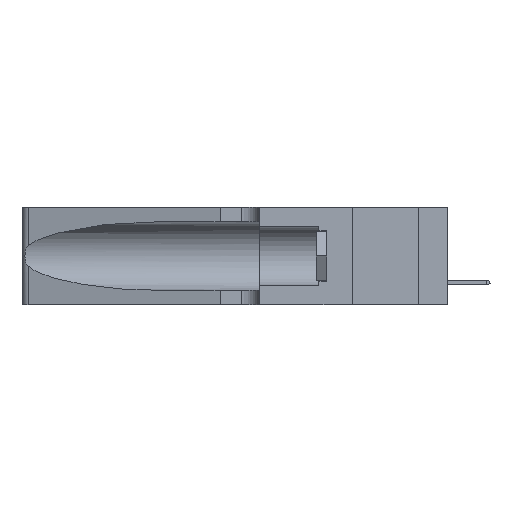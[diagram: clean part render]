
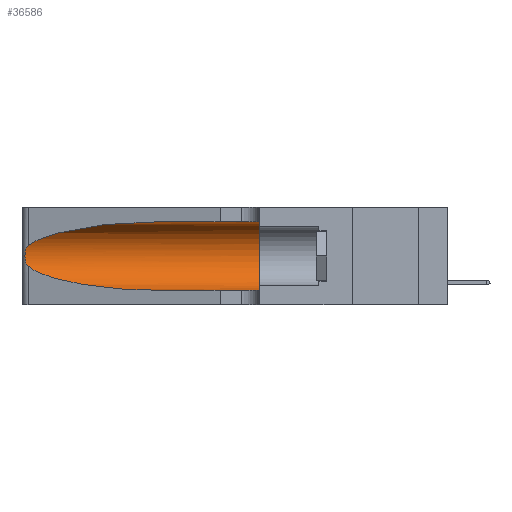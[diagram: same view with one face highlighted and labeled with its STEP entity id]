
A CAD part, left-side view. The second image highlights one B-rep face of the part: STEP entity #36586.
In plain terms, the highlighted cylindrical face has radius 3.308 mm (diameter 6.617 mm), a partial arc.
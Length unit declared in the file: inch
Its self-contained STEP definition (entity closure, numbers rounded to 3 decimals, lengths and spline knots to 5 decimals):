
#503 = LINE ( 'NONE', #18342, #17954 ) ;
#750 =( BOUNDED_CURVE ( )  B_SPLINE_CURVE ( 3, ( #27291, #24050, #17007, #17176 ),
 .UNSPECIFIED., .F., .F. ) 
 B_SPLINE_CURVE_WITH_KNOTS ( ( 4, 4 ),
 ( 3.44316, 4.71239 ),
 .UNSPECIFIED. ) 
 CURVE ( )  GEOMETRIC_REPRESENTATION_ITEM ( )  RATIONAL_B_SPLINE_CURVE ( ( 1., 0.87, 0.87, 1. ) ) 
 REPRESENTATION_ITEM ( '' )  );
#1829 = CYLINDRICAL_SURFACE ( 'NONE', #46441, 0.13025 ) ;
#2343 = EDGE_CURVE ( 'NONE', #8794, #21294, #25673, .T. ) ;
#2850 =( BOUNDED_CURVE ( )  B_SPLINE_CURVE ( 3, ( #43627, #43795, #21338, #21495 ),
 .UNSPECIFIED., .F., .F. ) 
 B_SPLINE_CURVE_WITH_KNOTS ( ( 4, 4 ),
 ( 1.5708, 2.84003 ),
 .UNSPECIFIED. ) 
 CURVE ( )  GEOMETRIC_REPRESENTATION_ITEM ( )  RATIONAL_B_SPLINE_CURVE ( ( 1., 0.87, 0.87, 1. ) ) 
 REPRESENTATION_ITEM ( '' )  );
#3409 = ORIENTED_EDGE ( 'NONE', *, *, #2343, .F. ) ;
#4612 = VERTEX_POINT ( 'NONE', #46113 ) ;
#4862 = VERTEX_POINT ( 'NONE', #43591 ) ;
#5237 = EDGE_CURVE ( 'NONE', #4862, #21294, #17257, .T. ) ;
#5249 = CARTESIAN_POINT ( 'NONE',  ( 0.25487, 1.22718, 0.14631 ) ) ;
#5277 = VERTEX_POINT ( 'NONE', #32625 ) ;
#5642 = VERTEX_POINT ( 'NONE', #42014 ) ;
#6153 = DIRECTION ( 'NONE',  ( 0., 0., 1. ) ) ;
#6604 = AXIS2_PLACEMENT_3D ( 'NONE', #24678, #28422, #6153 ) ;
#8794 = VERTEX_POINT ( 'NONE', #10019 ) ;
#9008 = CARTESIAN_POINT ( 'NONE',  ( 0.1305, 1.61858, 0.05475 ) ) ;
#9011 = CARTESIAN_POINT ( 'NONE',  ( 0.25555, 1.22993, 0.14849 ) ) ;
#10019 = CARTESIAN_POINT ( 'NONE',  ( 0.1305, 0.35, 0.31525 ) ) ;
#11371 = DIRECTION ( 'NONE',  ( 0., 0., -1. ) ) ;
#11856 = EDGE_CURVE ( 'NONE', #4612, #8794, #503, .T. ) ;
#12865 = CARTESIAN_POINT ( 'NONE',  ( 0.26017, 1.23833, 0.17102 ) ) ;
#13903 = ORIENTED_EDGE ( 'NONE', *, *, #25259, .T. ) ;
#14229 = ORIENTED_EDGE ( 'NONE', *, *, #11856, .F. ) ;
#15368 = DIRECTION ( 'NONE',  ( 0., -1., 0. ) ) ;
#16111 = CARTESIAN_POINT ( 'NONE',  ( 0.25789, 1.23486, 0.15765 ) ) ;
#16270 = CARTESIAN_POINT ( 'NONE',  ( 0.25555, 1.22994, 0.2215 ) ) ;
#17007 = CARTESIAN_POINT ( 'NONE',  ( 0.18966, 0.96281, 0.05475 ) ) ;
#17176 = CARTESIAN_POINT ( 'NONE',  ( 0.1305, 0.72297, 0.05475 ) ) ;
#17257 = LINE ( 'NONE', #9008, #45778 ) ;
#17954 = VECTOR ( 'NONE', #15368, 39.37008 ) ;
#18342 = CARTESIAN_POINT ( 'NONE',  ( 0.1305, 1.61858, 0.31525 ) ) ;
#21060 = ORIENTED_EDGE ( 'NONE', *, *, #30029, .T. ) ;
#21294 = VERTEX_POINT ( 'NONE', #46133 ) ;
#21338 = CARTESIAN_POINT ( 'NONE',  ( 0.2373, 1.15595, 0.28018 ) ) ;
#21495 = CARTESIAN_POINT ( 'NONE',  ( 0.25487, 1.22718, 0.22369 ) ) ;
#23078 = EDGE_LOOP ( 'NONE', ( #27955, #13903, #21060, #34956, #3409, #14229 ) ) ;
#23940 = CARTESIAN_POINT ( 'NONE',  ( 0.26075, 1.23896, 0.178 ) ) ;
#24050 = CARTESIAN_POINT ( 'NONE',  ( 0.2373, 1.15595, 0.08982 ) ) ;
#24678 = CARTESIAN_POINT ( 'NONE',  ( 0.1305, 0.35, 0.185 ) ) ;
#25222 = B_SPLINE_CURVE_WITH_KNOTS ( 'NONE', 3,
 ( #26537, #16270, #27344, #34727, #35190, #38791, #42646, #23940, #12865, #38453, #16111, #27665, #9011, #5249 ),
 .UNSPECIFIED., .F., .F.,
 ( 4, 2, 2, 2, 2, 2, 4 ),
 ( 0., 0.00027, 0.00053, 0.00107, 0.0016, 0.00187, 0.00214 ),
 .UNSPECIFIED. ) ;
#25259 = EDGE_CURVE ( 'NONE', #5642, #5277, #25222, .T. ) ;
#25673 = CIRCLE ( 'NONE', #6604, 0.13025 ) ;
#26537 = CARTESIAN_POINT ( 'NONE',  ( 0.25487, 1.22718, 0.22369 ) ) ;
#27291 = CARTESIAN_POINT ( 'NONE',  ( 0.25487, 1.22718, 0.14631 ) ) ;
#27344 = CARTESIAN_POINT ( 'NONE',  ( 0.25639, 1.23184, 0.21858 ) ) ;
#27665 = CARTESIAN_POINT ( 'NONE',  ( 0.25639, 1.23186, 0.15144 ) ) ;
#27955 = ORIENTED_EDGE ( 'NONE', *, *, #39362, .T. ) ;
#28422 = DIRECTION ( 'NONE',  ( 0., 1., 0. ) ) ;
#30029 = EDGE_CURVE ( 'NONE', #5277, #4862, #750, .T. ) ;
#32625 = CARTESIAN_POINT ( 'NONE',  ( 0.25487, 1.22718, 0.14631 ) ) ;
#34727 = CARTESIAN_POINT ( 'NONE',  ( 0.25787, 1.23484, 0.2124 ) ) ;
#34956 = ORIENTED_EDGE ( 'NONE', *, *, #5237, .T. ) ;
#35190 = CARTESIAN_POINT ( 'NONE',  ( 0.25854, 1.2359, 0.20912 ) ) ;
#36586 = ADVANCED_FACE ( 'NONE', ( #43738 ), #1829, .F. ) ;
#37106 = CARTESIAN_POINT ( 'NONE',  ( 0.1305, 1.61858, 0.185 ) ) ;
#37261 = DIRECTION ( 'NONE',  ( 0., -1., 0. ) ) ;
#38453 = CARTESIAN_POINT ( 'NONE',  ( 0.25856, 1.23593, 0.16098 ) ) ;
#38791 = CARTESIAN_POINT ( 'NONE',  ( 0.26018, 1.23835, 0.19895 ) ) ;
#39362 = EDGE_CURVE ( 'NONE', #4612, #5642, #2850, .T. ) ;
#42014 = CARTESIAN_POINT ( 'NONE',  ( 0.25487, 1.22718, 0.22369 ) ) ;
#42646 = CARTESIAN_POINT ( 'NONE',  ( 0.26075, 1.23896, 0.19203 ) ) ;
#43591 = CARTESIAN_POINT ( 'NONE',  ( 0.1305, 0.72297, 0.05475 ) ) ;
#43627 = CARTESIAN_POINT ( 'NONE',  ( 0.1305, 0.72297, 0.31525 ) ) ;
#43738 = FACE_OUTER_BOUND ( 'NONE', #23078, .T. ) ;
#43795 = CARTESIAN_POINT ( 'NONE',  ( 0.18966, 0.96281, 0.31525 ) ) ;
#45276 = DIRECTION ( 'NONE',  ( 0., -1., 0. ) ) ;
#45778 = VECTOR ( 'NONE', #45276, 39.37008 ) ;
#46113 = CARTESIAN_POINT ( 'NONE',  ( 0.1305, 0.72297, 0.31525 ) ) ;
#46133 = CARTESIAN_POINT ( 'NONE',  ( 0.1305, 0.35, 0.05475 ) ) ;
#46441 = AXIS2_PLACEMENT_3D ( 'NONE', #37106, #37261, #11371 ) ;
